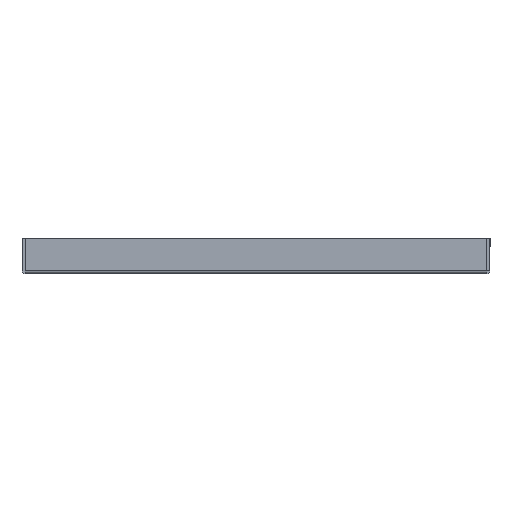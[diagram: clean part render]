
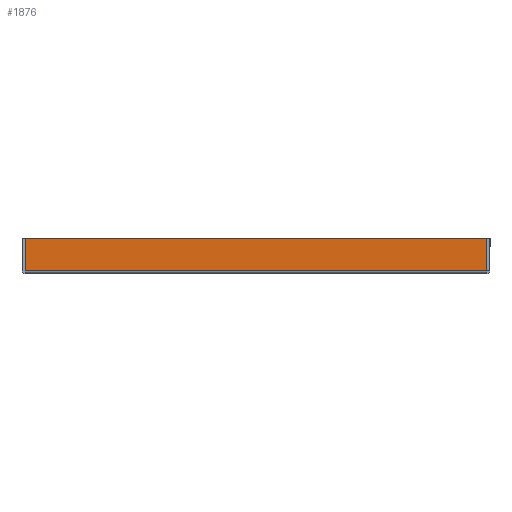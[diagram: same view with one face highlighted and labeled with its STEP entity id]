
A CAD part, left-side view. The second image highlights one B-rep face of the part: STEP entity #1876.
In plain terms, the highlighted planar face has unit normal (-1, 0, 0).
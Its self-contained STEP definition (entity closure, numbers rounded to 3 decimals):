
#103 = EDGE_CURVE ( 'NONE', #1644, #1660, #4154, .T. ) ;
#105 = EDGE_CURVE ( 'NONE', #1644, #1619, #4008, .T. ) ;
#106 = EDGE_CURVE ( 'NONE', #1618, #1660, #3825, .T. ) ;
#111 = EDGE_CURVE ( 'NONE', #1619, #1618, #4167, .T. ) ;
#433 = AXIS2_PLACEMENT_3D ( 'NONE', #3052, #3064, #3065 ) ;
#1036 = ORIENTED_EDGE ( 'NONE', *, *, #105, .T. ) ;
#1080 = EDGE_LOOP ( 'NONE', ( #1114, #1036, #1531, #1518 ) ) ;
#1114 = ORIENTED_EDGE ( 'NONE', *, *, #103, .F. ) ;
#1518 = ORIENTED_EDGE ( 'NONE', *, *, #106, .T. ) ;
#1531 = ORIENTED_EDGE ( 'NONE', *, *, #111, .T. ) ;
#1618 = VERTEX_POINT ( 'NONE', #2717 ) ;
#1619 = VERTEX_POINT ( 'NONE', #2718 ) ;
#1644 = VERTEX_POINT ( 'NONE', #2743 ) ;
#1660 = VERTEX_POINT ( 'NONE', #2759 ) ;
#1876 = ADVANCED_FACE ( 'NONE', ( #3460 ), #3059, .F. ) ;
#2113 = CARTESIAN_POINT ( 'NONE',  ( -1048.5, -105.99, 1.6 ) ) ;
#2120 = DIRECTION ( 'NONE',  ( 0., 1., 0. ) ) ;
#2121 = CARTESIAN_POINT ( 'NONE',  ( -1048.5, 105.99, 1.5 ) ) ;
#2124 = CARTESIAN_POINT ( 'NONE',  ( -1048.5, -105.99, 16.5 ) ) ;
#2125 = DIRECTION ( 'NONE',  ( 0., 0., 1. ) ) ;
#2127 = DIRECTION ( 'NONE',  ( 0., 0., -1. ) ) ;
#2137 = CARTESIAN_POINT ( 'NONE',  ( -1048.5, 105.99, 16.5 ) ) ;
#2138 = DIRECTION ( 'NONE',  ( 0., 1., 0. ) ) ;
#2717 = CARTESIAN_POINT ( 'NONE',  ( -1048.5, 105.99, 16.5 ) ) ;
#2718 = CARTESIAN_POINT ( 'NONE',  ( -1048.5, -105.99, 16.5 ) ) ;
#2743 = CARTESIAN_POINT ( 'NONE',  ( -1048.5, -105.99, 1.6 ) ) ;
#2759 = CARTESIAN_POINT ( 'NONE',  ( -1048.5, 105.99, 1.6 ) ) ;
#3052 = CARTESIAN_POINT ( 'NONE',  ( -1048.5, -105.99, 1.5 ) ) ;
#3059 = PLANE ( 'NONE',  #433 ) ;
#3064 = DIRECTION ( 'NONE',  ( 1., 0., 0. ) ) ;
#3065 = DIRECTION ( 'NONE',  ( 0., 0., -1. ) ) ;
#3460 = FACE_OUTER_BOUND ( 'NONE', #1080, .T. ) ;
#3825 = LINE ( 'NONE', #2121, #3955 ) ;
#3866 = VECTOR ( 'NONE', #2120, 1000. ) ;
#3955 = VECTOR ( 'NONE', #2127, 1000. ) ;
#4008 = LINE ( 'NONE', #2124, #4078 ) ;
#4035 = VECTOR ( 'NONE', #2138, 1000. ) ;
#4078 = VECTOR ( 'NONE', #2125, 1000. ) ;
#4154 = LINE ( 'NONE', #2113, #3866 ) ;
#4167 = LINE ( 'NONE', #2137, #4035 ) ;
